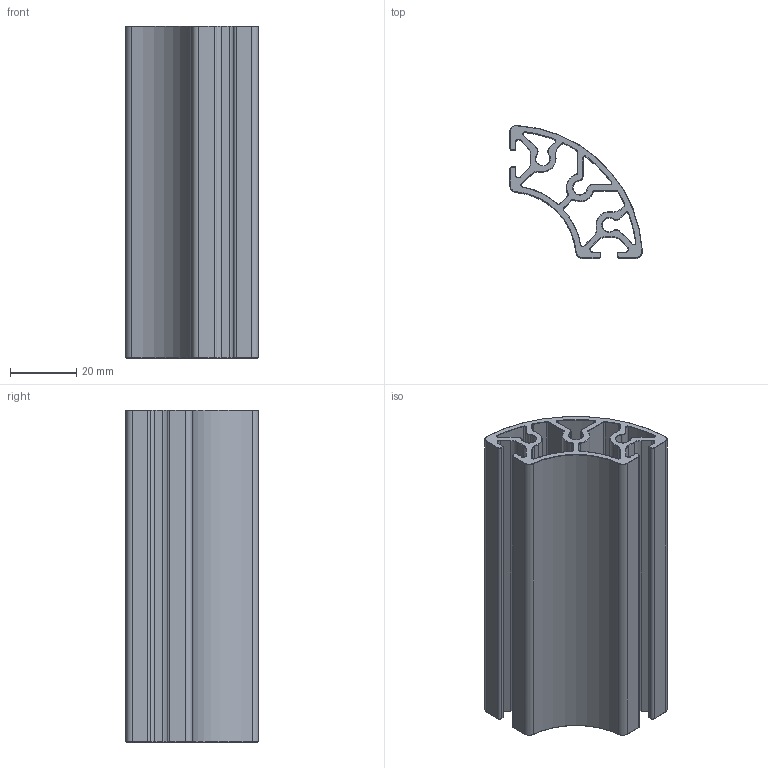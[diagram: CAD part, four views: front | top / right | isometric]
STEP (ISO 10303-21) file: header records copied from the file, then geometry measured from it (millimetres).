
FILE_DESCRIPTION(/* description */ (''),/* implementation_level */ '2;1');
FILE_NAME(/* name */ '1025841_.step',/* time_stamp */ '2023-11-01T12:02:02+01:00',/* author */ (''),/* organization */ (''),/* preprocessor_version */ 'ST-DEVELOPER v20',/* originating_system */ 'Autodesk Translation Framework v12.14.0.127',/* authorisation */ '');
FILE_SCHEMA (('AUTOMOTIVE_DESIGN { 1 0 10303 214 3 1 1 }'));
Length unit declared in the file: millimetre
Products named in the file (1): 1025841
Bounding box: 39.94 x 39.94 x 100 mm (x, y, z)
Volume: 39919.3 mm3; surface area: 39437.9 mm2
Topology: 1 solids, 1 shells, 302 faces, 700 edges, 400 vertices
Faces by surface type: cylinder 136, torus 128, plane 38
Entity records: 8649 total; most frequent: DIRECTION 1762, CARTESIAN_POINT 1403, ORIENTED_EDGE 1400, AXIS2_PLACEMENT_3D 759, EDGE_CURVE 700, CIRCLE 456, VERTEX_POINT 400, EDGE_LOOP 312
